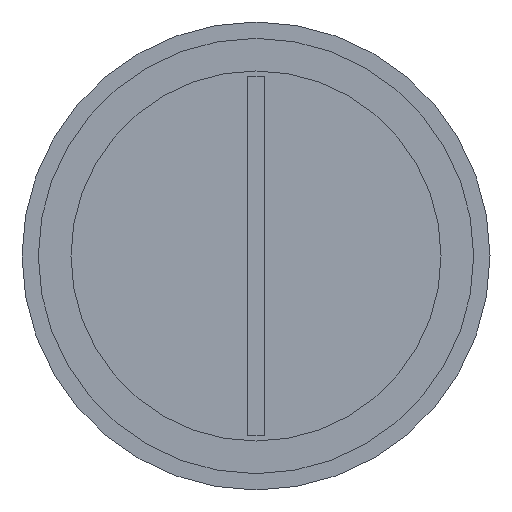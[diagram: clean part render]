
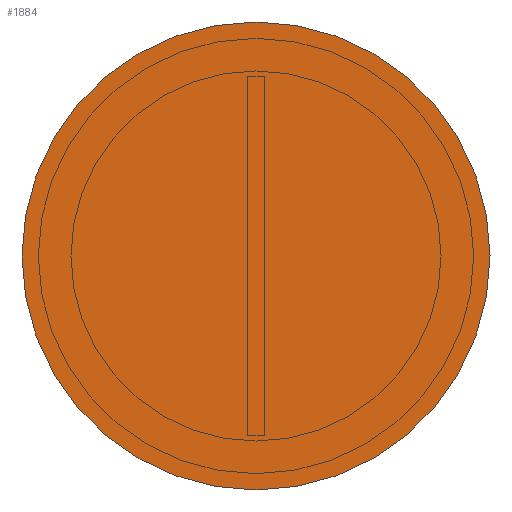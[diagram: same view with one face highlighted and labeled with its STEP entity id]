
A CAD part, left-side view. The second image highlights one B-rep face of the part: STEP entity #1884.
In plain terms, the highlighted planar face has unit normal (-1, 0, 0).
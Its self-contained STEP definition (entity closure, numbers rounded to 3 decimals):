
#254=CIRCLE('',#2219,21.5);
#394=FACE_OUTER_BOUND('',#525,.T.);
#525=EDGE_LOOP('',(#1462));
#919=VERTEX_POINT('',#3304);
#1117=EDGE_CURVE('',#919,#919,#254,.T.);
#1462=ORIENTED_EDGE('',*,*,#1117,.T.);
#1802=PLANE('',#2220);
#1884=ADVANCED_FACE('',(#394),#1802,.T.);
#2219=AXIS2_PLACEMENT_3D('',#3305,#2628,#2629);
#2220=AXIS2_PLACEMENT_3D('',#3307,#2631,#2632);
#2628=DIRECTION('center_axis',(-1.,0.,0.));
#2629=DIRECTION('ref_axis',(0.,0.,1.));
#2631=DIRECTION('center_axis',(-1.,0.,0.));
#2632=DIRECTION('ref_axis',(0.,0.,1.));
#3304=CARTESIAN_POINT('',(0.,-21.5,0.));
#3305=CARTESIAN_POINT('Origin',(0.,0.,
0.));
#3307=CARTESIAN_POINT('Origin',(0.,0.,0.));
